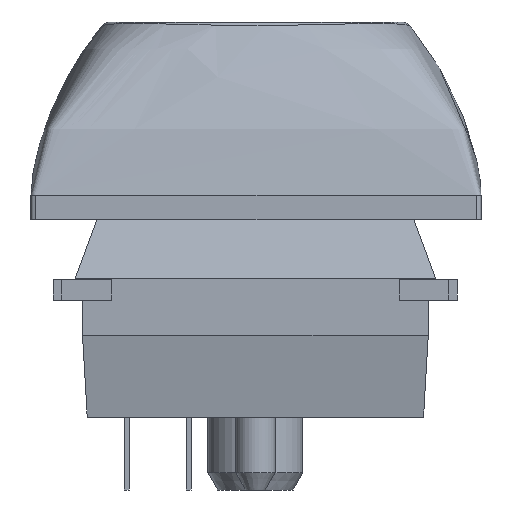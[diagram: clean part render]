
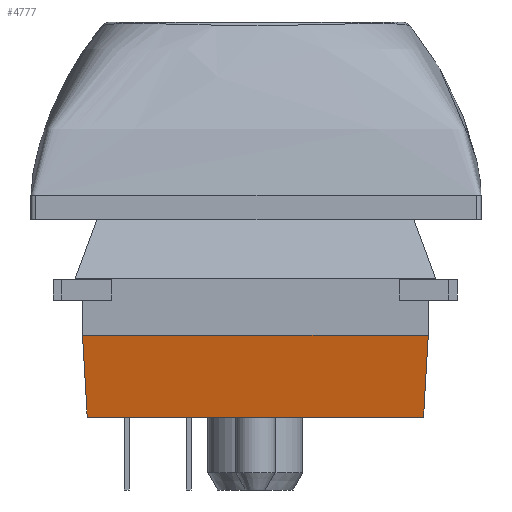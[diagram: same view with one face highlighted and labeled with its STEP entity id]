
A CAD part, left-side view. The second image highlights one B-rep face of the part: STEP entity #4777.
In plain terms, the highlighted planar face has unit normal (-0.983, 0, -0.185).
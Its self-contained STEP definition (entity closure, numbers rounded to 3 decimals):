
#3929 = VERTEX_POINT('',#3930);
#3930 = CARTESIAN_POINT('',(-6.99,7.015,3.325));
#4089 = EDGE_CURVE('',#3929,#4090,#4092,.T.);
#4090 = VERTEX_POINT('',#4091);
#4091 = CARTESIAN_POINT('',(-6.99,-6.965,3.325));
#4092 = LINE('',#4093,#4094);
#4093 = CARTESIAN_POINT('',(-6.99,-6.965,3.325));
#4094 = VECTOR('',#4095,1.);
#4095 = DIRECTION('',(0.,-1.,0.));
#4435 = VERTEX_POINT('',#4436);
#4436 = CARTESIAN_POINT('',(-6.37,6.825,0.025));
#4442 = EDGE_CURVE('',#3929,#4435,#4443,.T.);
#4443 = LINE('',#4444,#4445);
#4444 = CARTESIAN_POINT('',(-6.99,7.015,3.325));
#4445 = VECTOR('',#4446,1.);
#4446 = DIRECTION('',(0.184,-0.056,
    -0.981));
#4777 = ADVANCED_FACE('',(#4778),#4796,.T.);
#4778 = FACE_BOUND('',#4779,.T.);
#4779 = EDGE_LOOP('',(#4780,#4781,#4789,#4795));
#4780 = ORIENTED_EDGE('',*,*,#4442,.T.);
#4781 = ORIENTED_EDGE('',*,*,#4782,.T.);
#4782 = EDGE_CURVE('',#4435,#4783,#4785,.T.);
#4783 = VERTEX_POINT('',#4784);
#4784 = CARTESIAN_POINT('',(-6.37,-6.775,0.025));
#4785 = LINE('',#4786,#4787);
#4786 = CARTESIAN_POINT('',(-6.37,-6.775,0.025));
#4787 = VECTOR('',#4788,1.);
#4788 = DIRECTION('',(0.,-1.,0.));
#4789 = ORIENTED_EDGE('',*,*,#4790,.F.);
#4790 = EDGE_CURVE('',#4090,#4783,#4791,.T.);
#4791 = LINE('',#4792,#4793);
#4792 = CARTESIAN_POINT('',(-6.99,-6.965,3.325));
#4793 = VECTOR('',#4794,1.);
#4794 = DIRECTION('',(0.184,0.056,-0.981
    ));
#4795 = ORIENTED_EDGE('',*,*,#4089,.F.);
#4796 = PLANE('',#4797);
#4797 = AXIS2_PLACEMENT_3D('',#4798,#4799,#4800);
#4798 = CARTESIAN_POINT('',(-7.169,0.025,4.278));
#4799 = DIRECTION('',(-0.983,0.,
    -0.185));
#4800 = DIRECTION('',(-0.185,0.,
    0.983));
